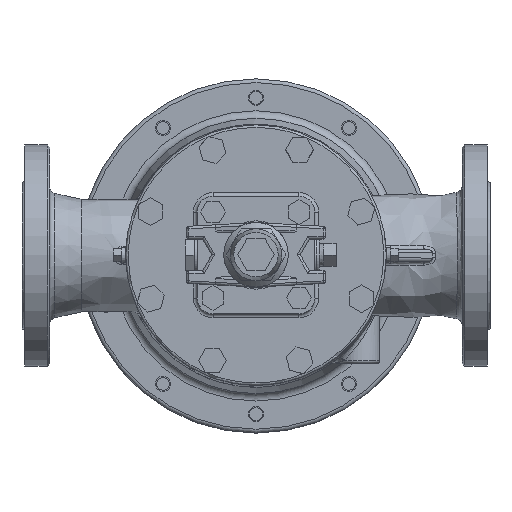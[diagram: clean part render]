
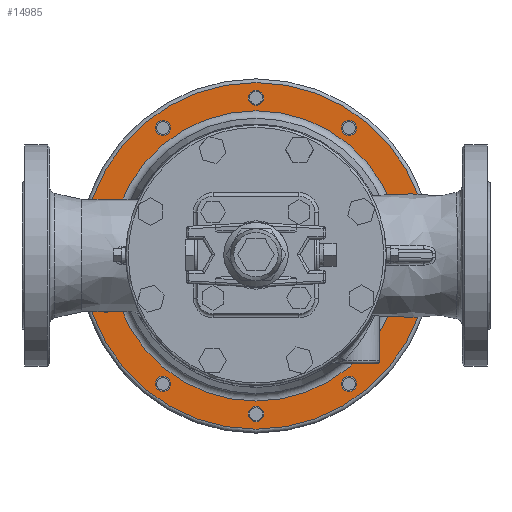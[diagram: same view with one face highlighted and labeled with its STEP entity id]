
A CAD part, top view. The second image highlights one B-rep face of the part: STEP entity #14985.
In plain terms, the highlighted planar face has unit normal (0, 0, 1).
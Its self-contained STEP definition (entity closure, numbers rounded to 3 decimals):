
#115=PLANE('',#16085);
#3226=FACE_BOUND('',#4745,.T.);
#3227=FACE_BOUND('',#4746,.T.);
#3228=FACE_BOUND('',#4747,.T.);
#3229=FACE_BOUND('',#4748,.T.);
#3230=FACE_BOUND('',#4749,.T.);
#3231=FACE_BOUND('',#4750,.T.);
#3232=FACE_BOUND('',#4751,.T.);
#3233=FACE_BOUND('',#4752,.T.);
#3234=FACE_BOUND('',#4753,.T.);
#3235=FACE_BOUND('',#4754,.T.);
#3236=FACE_BOUND('',#4755,.T.);
#3658=FACE_OUTER_BOUND('',#4744,.T.);
#4744=EDGE_LOOP('',(#10867));
#4745=EDGE_LOOP('',(#10868));
#4746=EDGE_LOOP('',(#10869));
#4747=EDGE_LOOP('',(#10870));
#4748=EDGE_LOOP('',(#10871));
#4749=EDGE_LOOP('',(#10872));
#4750=EDGE_LOOP('',(#10873));
#4751=EDGE_LOOP('',(#10874));
#4752=EDGE_LOOP('',(#10875));
#4753=EDGE_LOOP('',(#10876));
#4754=EDGE_LOOP('',(#10877));
#4755=EDGE_LOOP('',(#10878));
#6245=CIRCLE('',#15984,5.053);
#6247=CIRCLE('',#15987,5.053);
#6249=CIRCLE('',#15990,5.053);
#6251=CIRCLE('',#15993,5.053);
#6253=CIRCLE('',#15996,5.053);
#6255=CIRCLE('',#15999,5.053);
#6257=CIRCLE('',#16002,5.053);
#6259=CIRCLE('',#16005,5.053);
#6261=CIRCLE('',#16008,5.053);
#6263=CIRCLE('',#16011,5.053);
#6306=CIRCLE('',#16084,137.);
#6307=CIRCLE('',#16086,114.73);
#6997=VERTEX_POINT('',#23577);
#6999=VERTEX_POINT('',#23582);
#7001=VERTEX_POINT('',#23587);
#7003=VERTEX_POINT('',#23592);
#7005=VERTEX_POINT('',#23597);
#7007=VERTEX_POINT('',#23602);
#7009=VERTEX_POINT('',#23607);
#7011=VERTEX_POINT('',#23612);
#7013=VERTEX_POINT('',#23617);
#7015=VERTEX_POINT('',#23622);
#7091=VERTEX_POINT('',#25430);
#7092=VERTEX_POINT('',#25433);
#8426=EDGE_CURVE('',#6997,#6997,#6245,.T.);
#8428=EDGE_CURVE('',#6999,#6999,#6247,.T.);
#8430=EDGE_CURVE('',#7001,#7001,#6249,.T.);
#8432=EDGE_CURVE('',#7003,#7003,#6251,.T.);
#8434=EDGE_CURVE('',#7005,#7005,#6253,.T.);
#8436=EDGE_CURVE('',#7007,#7007,#6255,.T.);
#8438=EDGE_CURVE('',#7009,#7009,#6257,.T.);
#8440=EDGE_CURVE('',#7011,#7011,#6259,.T.);
#8442=EDGE_CURVE('',#7013,#7013,#6261,.T.);
#8444=EDGE_CURVE('',#7015,#7015,#6263,.T.);
#8562=EDGE_CURVE('',#7091,#7091,#6306,.T.);
#8563=EDGE_CURVE('',#7092,#7092,#6307,.T.);
#10867=ORIENTED_EDGE('',*,*,#8562,.F.);
#10868=ORIENTED_EDGE('',*,*,#8426,.T.);
#10869=ORIENTED_EDGE('',*,*,#8428,.T.);
#10870=ORIENTED_EDGE('',*,*,#8430,.T.);
#10871=ORIENTED_EDGE('',*,*,#8432,.T.);
#10872=ORIENTED_EDGE('',*,*,#8434,.T.);
#10873=ORIENTED_EDGE('',*,*,#8436,.T.);
#10874=ORIENTED_EDGE('',*,*,#8438,.T.);
#10875=ORIENTED_EDGE('',*,*,#8440,.T.);
#10876=ORIENTED_EDGE('',*,*,#8442,.T.);
#10877=ORIENTED_EDGE('',*,*,#8444,.T.);
#10878=ORIENTED_EDGE('',*,*,#8563,.F.);
#14985=ADVANCED_FACE('',(#3658,#3226,#3227,#3228,#3229,#3230,#3231,#3232,
#3233,#3234,#3235,#3236),#115,.T.);
#15984=AXIS2_PLACEMENT_3D('',#23578,#17703,#17704);
#15987=AXIS2_PLACEMENT_3D('',#23583,#17709,#17710);
#15990=AXIS2_PLACEMENT_3D('',#23588,#17715,#17716);
#15993=AXIS2_PLACEMENT_3D('',#23593,#17721,#17722);
#15996=AXIS2_PLACEMENT_3D('',#23598,#17727,#17728);
#15999=AXIS2_PLACEMENT_3D('',#23603,#17733,#17734);
#16002=AXIS2_PLACEMENT_3D('',#23608,#17739,#17740);
#16005=AXIS2_PLACEMENT_3D('',#23613,#17745,#17746);
#16008=AXIS2_PLACEMENT_3D('',#23618,#17751,#17752);
#16011=AXIS2_PLACEMENT_3D('',#23623,#17757,#17758);
#16084=AXIS2_PLACEMENT_3D('',#25431,#17915,#17916);
#16085=AXIS2_PLACEMENT_3D('',#25432,#17917,#17918);
#16086=AXIS2_PLACEMENT_3D('',#25434,#17919,#17920);
#17703=DIRECTION('center_axis',(0.,0.,-1.));
#17704=DIRECTION('ref_axis',(-0.809,0.588,0.));
#17709=DIRECTION('center_axis',(0.,0.,-1.));
#17710=DIRECTION('ref_axis',(-0.309,0.951,0.));
#17715=DIRECTION('center_axis',(0.,0.,-1.));
#17716=DIRECTION('ref_axis',(0.309,0.951,0.));
#17721=DIRECTION('center_axis',(0.,0.,-1.));
#17722=DIRECTION('ref_axis',(0.809,0.588,0.));
#17727=DIRECTION('center_axis',(0.,0.,-1.));
#17728=DIRECTION('ref_axis',(1.,0.,0.));
#17733=DIRECTION('center_axis',(0.,0.,-1.));
#17734=DIRECTION('ref_axis',(0.809,-0.588,0.));
#17739=DIRECTION('center_axis',(0.,0.,-1.));
#17740=DIRECTION('ref_axis',(0.309,-0.951,0.));
#17745=DIRECTION('center_axis',(0.,0.,-1.));
#17746=DIRECTION('ref_axis',(-0.309,-0.951,0.));
#17751=DIRECTION('center_axis',(0.,0.,-1.));
#17752=DIRECTION('ref_axis',(-0.809,-0.588,0.));
#17757=DIRECTION('center_axis',(0.,0.,-1.));
#17758=DIRECTION('ref_axis',(-1.,0.,0.));
#17915=DIRECTION('center_axis',(0.,0.,-1.));
#17916=DIRECTION('ref_axis',(-1.,0.,0.));
#17917=DIRECTION('center_axis',(0.,0.,1.));
#17918=DIRECTION('ref_axis',(1.,0.,0.));
#17919=DIRECTION('center_axis',(0.,0.,1.));
#17920=DIRECTION('ref_axis',(-1.,0.,0.));
#23577=CARTESIAN_POINT('',(77.561,98.157,30.));
#23578=CARTESIAN_POINT('Origin',(73.473,101.127,30.));
#23582=CARTESIAN_POINT('',(120.444,33.821,30.));
#23583=CARTESIAN_POINT('Origin',(118.882,38.627,30.));
#23587=CARTESIAN_POINT('',(117.321,-43.433,30.));
#23588=CARTESIAN_POINT('Origin',(118.882,-38.627,30.));
#23592=CARTESIAN_POINT('',(69.385,-104.097,30.));
#23593=CARTESIAN_POINT('Origin',(73.473,-101.127,30.));
#23597=CARTESIAN_POINT('',(-5.053,-125.,30.));
#23598=CARTESIAN_POINT('Origin',(0.,-125.,30.));
#23602=CARTESIAN_POINT('',(-77.561,-98.157,30.));
#23603=CARTESIAN_POINT('Origin',(-73.473,-101.127,30.));
#23607=CARTESIAN_POINT('',(-120.444,-33.821,30.));
#23608=CARTESIAN_POINT('Origin',(-118.882,-38.627,30.));
#23612=CARTESIAN_POINT('',(-117.321,43.433,30.));
#23613=CARTESIAN_POINT('Origin',(-118.882,38.627,30.));
#23617=CARTESIAN_POINT('',(-69.385,104.097,30.));
#23618=CARTESIAN_POINT('Origin',(-73.473,101.127,30.));
#23622=CARTESIAN_POINT('',(5.053,125.,30.));
#23623=CARTESIAN_POINT('Origin',(0.,125.,30.));
#25430=CARTESIAN_POINT('',(137.,0.,30.));
#25431=CARTESIAN_POINT('Origin',(0.,0.,30.));
#25432=CARTESIAN_POINT('Origin',(0.,0.,
30.));
#25433=CARTESIAN_POINT('',(114.73,0.,30.));
#25434=CARTESIAN_POINT('Origin',(0.,0.,30.));
